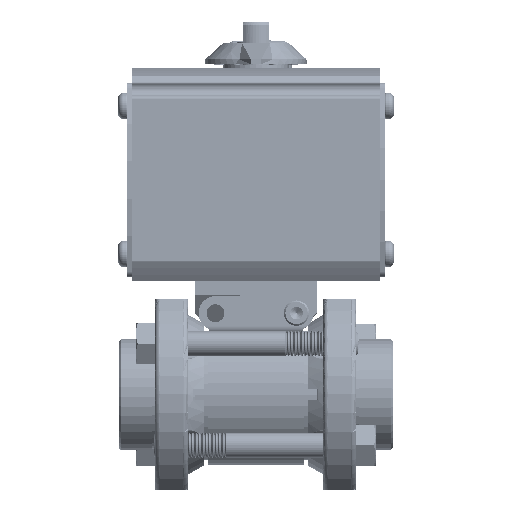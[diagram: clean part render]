
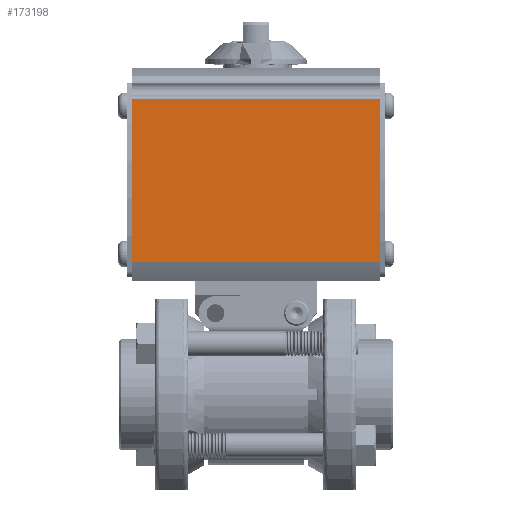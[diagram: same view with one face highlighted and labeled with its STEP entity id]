
A CAD part, top view. The second image highlights one B-rep face of the part: STEP entity #173198.
In plain terms, the highlighted planar face has unit normal (0, 0, 1).
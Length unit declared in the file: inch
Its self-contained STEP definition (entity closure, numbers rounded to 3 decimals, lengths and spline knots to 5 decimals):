
#4864 = CARTESIAN_POINT ( 'NONE',  ( -5.04033, 1.65287, 1.17 ) ) ;
#5978 = VERTEX_POINT ( 'NONE', #112213 ) ;
#6376 = ORIENTED_EDGE ( 'NONE', *, *, #113113, .F. ) ;
#6644 = CARTESIAN_POINT ( 'NONE',  ( 1.5275, 3.64713, 1.17 ) ) ;
#8057 = ORIENTED_EDGE ( 'NONE', *, *, #135566, .F. ) ;
#9628 = DIRECTION ( 'NONE',  ( -1., 0., 0. ) ) ;
#15253 = VECTOR ( 'NONE', #146741, 39.37008 ) ;
#15622 = DIRECTION ( 'NONE',  ( 0., -1., 0. ) ) ;
#18598 = CARTESIAN_POINT ( 'NONE',  ( -1.5275, 3.6544, 1.17 ) ) ;
#27700 = VERTEX_POINT ( 'NONE', #161043 ) ;
#45559 = VERTEX_POINT ( 'NONE', #6644 ) ;
#46388 = VECTOR ( 'NONE', #9628, 39.37008 ) ;
#52181 = VERTEX_POINT ( 'NONE', #181955 ) ;
#70116 = EDGE_CURVE ( 'NONE', #27700, #52181, #83385, .T. ) ;
#75756 = DIRECTION ( 'NONE',  ( 1., 0., 0. ) ) ;
#79087 = DIRECTION ( 'NONE',  ( 0., 0., -1. ) ) ;
#81570 = LINE ( 'NONE', #115099, #152922 ) ;
#83385 = LINE ( 'NONE', #4864, #150266 ) ;
#88688 = LINE ( 'NONE', #109173, #46388 ) ;
#89970 = ORIENTED_EDGE ( 'NONE', *, *, #70116, .T. ) ;
#109173 = CARTESIAN_POINT ( 'NONE',  ( -5.04033, 3.64713, 1.17 ) ) ;
#112213 = CARTESIAN_POINT ( 'NONE',  ( -1.5275, 3.64713, 1.17 ) ) ;
#113113 = EDGE_CURVE ( 'NONE', #27700, #5978, #128769, .T. ) ;
#115099 = CARTESIAN_POINT ( 'NONE',  ( 1.5275, 3.6544, 1.17 ) ) ;
#128769 = LINE ( 'NONE', #18598, #15253 ) ;
#133611 = EDGE_CURVE ( 'NONE', #45559, #5978, #88688, .T. ) ;
#135566 = EDGE_CURVE ( 'NONE', #45559, #52181, #81570, .T. ) ;
#135791 = PLANE ( 'NONE',  #154593 ) ;
#146419 = EDGE_LOOP ( 'NONE', ( #8057, #159616, #6376, #89970 ) ) ;
#146741 = DIRECTION ( 'NONE',  ( 0., 1., 0. ) ) ;
#148851 = CARTESIAN_POINT ( 'NONE',  ( -5.04033, 3.6544, 1.17 ) ) ;
#150266 = VECTOR ( 'NONE', #75756, 39.37008 ) ;
#152922 = VECTOR ( 'NONE', #15622, 39.37008 ) ;
#154593 = AXIS2_PLACEMENT_3D ( 'NONE', #148851, #79087, #178818 ) ;
#159616 = ORIENTED_EDGE ( 'NONE', *, *, #133611, .T. ) ;
#161043 = CARTESIAN_POINT ( 'NONE',  ( -1.5275, 1.65287, 1.17 ) ) ;
#170902 = FACE_OUTER_BOUND ( 'NONE', #146419, .T. ) ;
#173198 = ADVANCED_FACE ( 'NONE', ( #170902 ), #135791, .F. ) ;
#178818 = DIRECTION ( 'NONE',  ( 0., -1., 0. ) ) ;
#181955 = CARTESIAN_POINT ( 'NONE',  ( 1.5275, 1.65287, 1.17 ) ) ;
